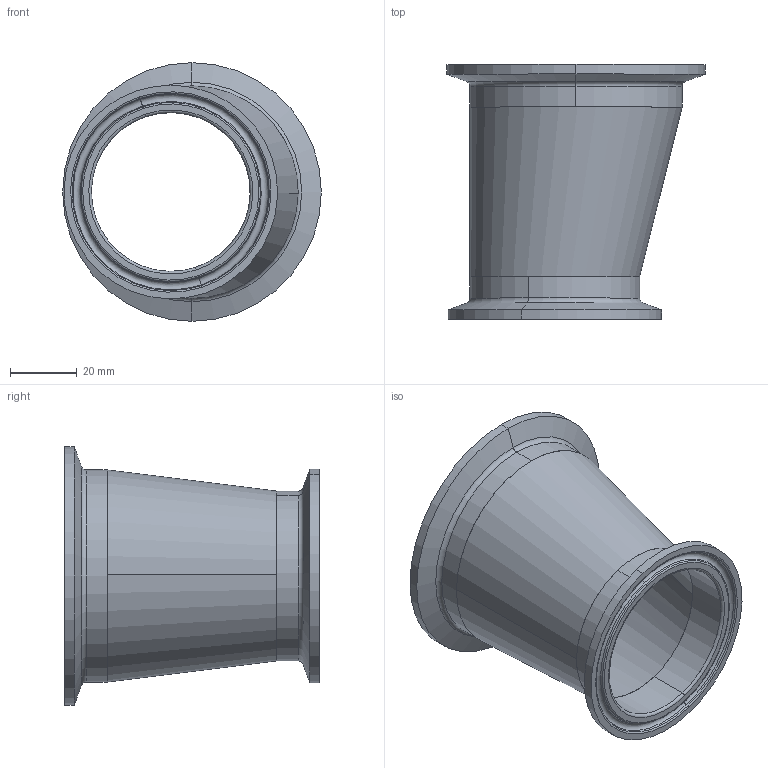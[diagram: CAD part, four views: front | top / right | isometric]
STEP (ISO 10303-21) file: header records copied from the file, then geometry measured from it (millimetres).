
FILE_DESCRIPTION (( 'STEP AP214' ), '1' );
FILE_NAME ('DT21E 63.5x50.8 B.STEP', '2014-03-18T04:07:34', ( '' ), ( '' ), 'SwSTEP 2.0', 'SolidWorks 2013', '' );
FILE_SCHEMA (( 'AUTOMOTIVE_DESIGN' ));
Length unit declared in the file: inch
Products named in the file (4): DT21E 63.5x50.8 B; DT21E 63.5x50.8; 21E 50.8; 21E 63.5
Assembly tree (3 placements, depth 2):
  DT21E 63.5x50.8 B
    DT21E 63.5x50.8
    21E 63.5
    21E 50.8
Bounding box: 77.39 x 76.2 x 77.39 mm (x, y, z)
Volume: 31576 mm3; surface area: 33891.3 mm2
Topology: 3 solids, 3 shells, 58 faces, 116 edges, 66 vertices
Faces by surface type: torus 22, cone 12, cylinder 12, plane 8, bspline 4
Entity records: 2210 total; most frequent: CARTESIAN_POINT 774, DIRECTION 320, ORIENTED_EDGE 232, AXIS2_PLACEMENT_3D 148, EDGE_CURVE 116, CIRCLE 88, EDGE_LOOP 66, VERTEX_POINT 66
